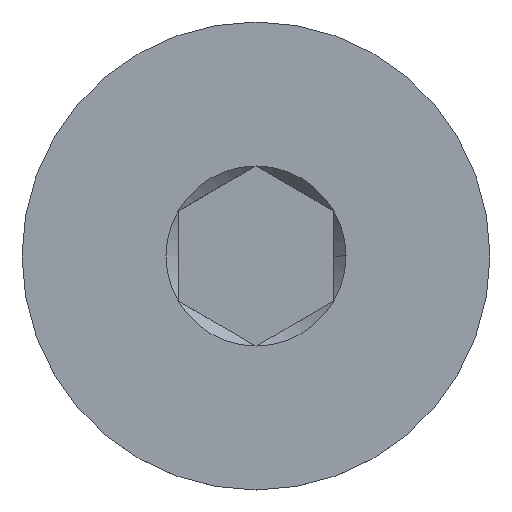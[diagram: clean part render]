
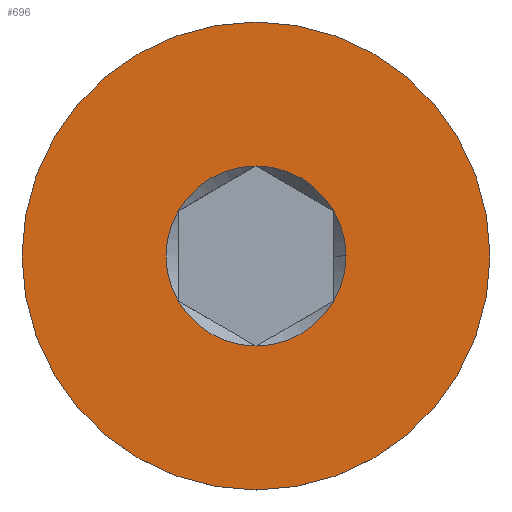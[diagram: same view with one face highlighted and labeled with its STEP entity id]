
A CAD part, top view. The second image highlights one B-rep face of the part: STEP entity #696.
In plain terms, the highlighted planar face has unit normal (0, 0, 1).
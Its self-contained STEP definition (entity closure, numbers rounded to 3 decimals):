
#6 = DIRECTION ( 'NONE',  ( 0., -1., 0. ) ) ;
#11 = ORIENTED_EDGE ( 'NONE', *, *, #692, .F. ) ;
#12 = FACE_OUTER_BOUND ( 'NONE', #727, .T. ) ;
#23 = VERTEX_POINT ( 'NONE', #330 ) ;
#25 = VERTEX_POINT ( 'NONE', #391 ) ;
#66 = CARTESIAN_POINT ( 'NONE',  ( 2., 1.155, 0. ) ) ;
#93 = ORIENTED_EDGE ( 'NONE', *, *, #316, .F. ) ;
#102 = DIRECTION ( 'NONE',  ( 1., 0., 0. ) ) ;
#116 = CARTESIAN_POINT ( 'NONE',  ( 0., 0., 0. ) ) ;
#141 = DIRECTION ( 'NONE',  ( 1., 0., 0. ) ) ;
#143 = AXIS2_PLACEMENT_3D ( 'NONE', #116, #698, #6 ) ;
#155 = EDGE_CURVE ( 'NONE', #25, #550, #751, .T. ) ;
#168 = DIRECTION ( 'NONE',  ( 0., 0., 1. ) ) ;
#175 = CIRCLE ( 'NONE', #701, 2.309 ) ;
#185 = CIRCLE ( 'NONE', #226, 2.309 ) ;
#189 = DIRECTION ( 'NONE',  ( 0., -1., 0. ) ) ;
#195 = DIRECTION ( 'NONE',  ( 0., 0., 1. ) ) ;
#196 = DIRECTION ( 'NONE',  ( 0., 0., 1. ) ) ;
#199 = DIRECTION ( 'NONE',  ( 0., 0., 1. ) ) ;
#205 = ORIENTED_EDGE ( 'NONE', *, *, #734, .F. ) ;
#212 = AXIS2_PLACEMENT_3D ( 'NONE', #345, #168, #566 ) ;
#219 = ORIENTED_EDGE ( 'NONE', *, *, #261, .T. ) ;
#223 = EDGE_CURVE ( 'NONE', #610, #326, #685, .T. ) ;
#226 = AXIS2_PLACEMENT_3D ( 'NONE', #603, #196, #711 ) ;
#255 = CARTESIAN_POINT ( 'NONE',  ( 0., -3., 0. ) ) ;
#261 = EDGE_CURVE ( 'NONE', #326, #610, #715, .T. ) ;
#263 = VERTEX_POINT ( 'NONE', #66 ) ;
#266 = VERTEX_POINT ( 'NONE', #659 ) ;
#274 = EDGE_CURVE ( 'NONE', #624, #23, #175, .T. ) ;
#309 = DIRECTION ( 'NONE',  ( 1., 0., 0. ) ) ;
#316 = EDGE_CURVE ( 'NONE', #263, #423, #185, .T. ) ;
#326 = VERTEX_POINT ( 'NONE', #502 ) ;
#327 = AXIS2_PLACEMENT_3D ( 'NONE', #593, #531, #724 ) ;
#330 = CARTESIAN_POINT ( 'NONE',  ( 2.309, 0., 0. ) ) ;
#345 = CARTESIAN_POINT ( 'NONE',  ( 0., 0., 0. ) ) ;
#347 = DIRECTION ( 'NONE',  ( 0., 0., 1. ) ) ;
#370 = CARTESIAN_POINT ( 'NONE',  ( 0., 0., 0. ) ) ;
#373 = CIRCLE ( 'NONE', #327, 2.309 ) ;
#374 = CARTESIAN_POINT ( 'NONE',  ( 0., 0., 0. ) ) ;
#391 = CARTESIAN_POINT ( 'NONE',  ( -2., 1.155, 0. ) ) ;
#395 = EDGE_CURVE ( 'NONE', #266, #624, #398, .T. ) ;
#398 = CIRCLE ( 'NONE', #422, 2.309 ) ;
#422 = AXIS2_PLACEMENT_3D ( 'NONE', #438, #609, #102 ) ;
#423 = VERTEX_POINT ( 'NONE', #511 ) ;
#438 = CARTESIAN_POINT ( 'NONE',  ( 0., 0., 0. ) ) ;
#440 = PLANE ( 'NONE',  #493 ) ;
#445 = AXIS2_PLACEMENT_3D ( 'NONE', #472, #195, #309 ) ;
#453 = CARTESIAN_POINT ( 'NONE',  ( 2., -1.155, 0. ) ) ;
#454 = ORIENTED_EDGE ( 'NONE', *, *, #274, .F. ) ;
#461 = CARTESIAN_POINT ( 'NONE',  ( -2., -1.155, 0. ) ) ;
#465 = DIRECTION ( 'NONE',  ( 1., 0., 0. ) ) ;
#472 = CARTESIAN_POINT ( 'NONE',  ( 0., 0., 0. ) ) ;
#476 = DIRECTION ( 'NONE',  ( 0., 0., 1. ) ) ;
#493 = AXIS2_PLACEMENT_3D ( 'NONE', #255, #707, #189 ) ;
#502 = CARTESIAN_POINT ( 'NONE',  ( 0., 6., 0. ) ) ;
#511 = CARTESIAN_POINT ( 'NONE',  ( 0., 2.309, 0. ) ) ;
#531 = DIRECTION ( 'NONE',  ( 0., 0., 1. ) ) ;
#535 = FACE_BOUND ( 'NONE', #733, .T. ) ;
#550 = VERTEX_POINT ( 'NONE', #461 ) ;
#552 = AXIS2_PLACEMENT_3D ( 'NONE', #374, #199, #718 ) ;
#566 = DIRECTION ( 'NONE',  ( 1., 0., 0. ) ) ;
#575 = CARTESIAN_POINT ( 'NONE',  ( 0., 0., 0. ) ) ;
#593 = CARTESIAN_POINT ( 'NONE',  ( 0., 0., 0. ) ) ;
#603 = CARTESIAN_POINT ( 'NONE',  ( 0., 0., 0. ) ) ;
#608 = ORIENTED_EDGE ( 'NONE', *, *, #672, .F. ) ;
#609 = DIRECTION ( 'NONE',  ( 0., 0., 1. ) ) ;
#610 = VERTEX_POINT ( 'NONE', #638 ) ;
#624 = VERTEX_POINT ( 'NONE', #453 ) ;
#638 = CARTESIAN_POINT ( 'NONE',  ( 0., -6., 0. ) ) ;
#650 = CIRCLE ( 'NONE', #212, 2.309 ) ;
#659 = CARTESIAN_POINT ( 'NONE',  ( 0., -2.309, 0. ) ) ;
#668 = ORIENTED_EDGE ( 'NONE', *, *, #155, .F. ) ;
#672 = EDGE_CURVE ( 'NONE', #423, #25, #373, .T. ) ;
#685 = CIRCLE ( 'NONE', #143, 6. ) ;
#692 = EDGE_CURVE ( 'NONE', #23, #263, #729, .T. ) ;
#696 = ADVANCED_FACE ( 'NONE', ( #535, #12 ), #440, .T. ) ;
#698 = DIRECTION ( 'NONE',  ( 0., 0., 1. ) ) ;
#701 = AXIS2_PLACEMENT_3D ( 'NONE', #370, #476, #141 ) ;
#707 = DIRECTION ( 'NONE',  ( 0., 0., 1. ) ) ;
#711 = DIRECTION ( 'NONE',  ( 1., 0., 0. ) ) ;
#715 = CIRCLE ( 'NONE', #552, 6. ) ;
#718 = DIRECTION ( 'NONE',  ( 0., -1., 0. ) ) ;
#724 = DIRECTION ( 'NONE',  ( 1., 0., 0. ) ) ;
#727 = EDGE_LOOP ( 'NONE', ( #731, #219 ) ) ;
#729 = CIRCLE ( 'NONE', #445, 2.309 ) ;
#731 = ORIENTED_EDGE ( 'NONE', *, *, #223, .T. ) ;
#733 = EDGE_LOOP ( 'NONE', ( #748, #205, #668, #608, #93, #11, #454 ) ) ;
#734 = EDGE_CURVE ( 'NONE', #550, #266, #650, .T. ) ;
#740 = AXIS2_PLACEMENT_3D ( 'NONE', #575, #347, #465 ) ;
#748 = ORIENTED_EDGE ( 'NONE', *, *, #395, .F. ) ;
#751 = CIRCLE ( 'NONE', #740, 2.309 ) ;
